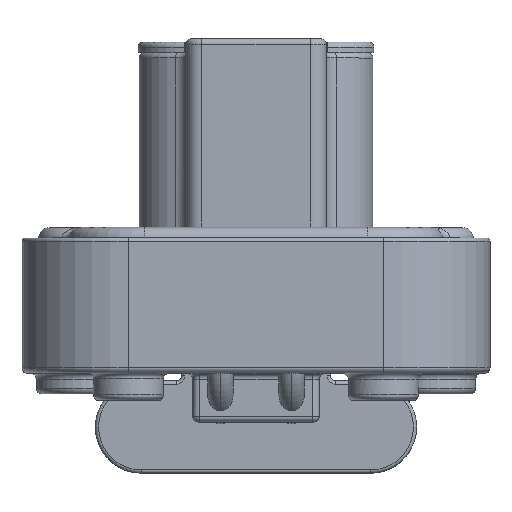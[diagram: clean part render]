
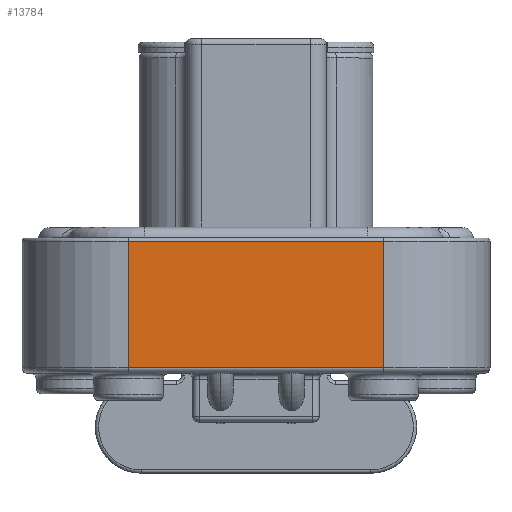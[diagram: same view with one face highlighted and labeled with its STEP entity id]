
A CAD part, top view. The second image highlights one B-rep face of the part: STEP entity #13784.
In plain terms, the highlighted planar face has unit normal (0, 0, 1).
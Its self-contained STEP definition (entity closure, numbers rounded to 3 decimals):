
#3104=DIRECTION('',(1.,0.,0.));
#3105=VECTOR('',#3104,24.04);
#3106=CARTESIAN_POINT('',(-12.02,-6.25,17.325));
#3107=LINE('',#3106,#3105);
#3276=DIRECTION('',(0.,1.,0.));
#3277=VECTOR('',#3276,11.9);
#3278=CARTESIAN_POINT('',(12.02,-6.25,17.325));
#3279=LINE('',#3278,#3277);
#3288=DIRECTION('',(0.,-1.,0.));
#3289=VECTOR('',#3288,11.9);
#3290=CARTESIAN_POINT('',(-12.02,5.65,17.325));
#3291=LINE('',#3290,#3289);
#3344=DIRECTION('',(-1.,0.,0.));
#3345=VECTOR('',#3344,24.04);
#3346=CARTESIAN_POINT('',(12.02,5.65,17.325));
#3347=LINE('',#3346,#3345);
#8168=CARTESIAN_POINT('',(12.02,-6.25,17.325));
#8169=VERTEX_POINT('',#8168);
#8170=CARTESIAN_POINT('',(-12.02,-6.25,17.325));
#8171=VERTEX_POINT('',#8170);
#8232=CARTESIAN_POINT('',(12.02,5.65,17.325));
#8233=VERTEX_POINT('',#8232);
#8234=CARTESIAN_POINT('',(-12.02,5.65,17.325));
#8235=VERTEX_POINT('',#8234);
#13771=CARTESIAN_POINT('',(-12.02,5.95,17.325));
#13772=DIRECTION('',(0.,0.,1.));
#13773=DIRECTION('',(1.,0.,0.));
#13774=AXIS2_PLACEMENT_3D('',#13771,#13772,#13773);
#13775=PLANE('',#13774);
#13776=ORIENTED_EDGE('',*,*,#13511,.F.);
#13778=ORIENTED_EDGE('',*,*,#13777,.F.);
#13780=ORIENTED_EDGE('',*,*,#13779,.F.);
#13781=ORIENTED_EDGE('',*,*,#13763,.F.);
#13782=EDGE_LOOP('',(#13776,#13778,#13780,#13781));
#13783=FACE_OUTER_BOUND('',#13782,.F.);
#13784=ADVANCED_FACE('',(#13783),#13775,.T.);
#13511=EDGE_CURVE('',#8171,#8169,#3107,.T.);
#13763=EDGE_CURVE('',#8169,#8233,#3279,.T.);
#13777=EDGE_CURVE('',#8235,#8171,#3291,.T.);
#13779=EDGE_CURVE('',#8233,#8235,#3347,.T.);
